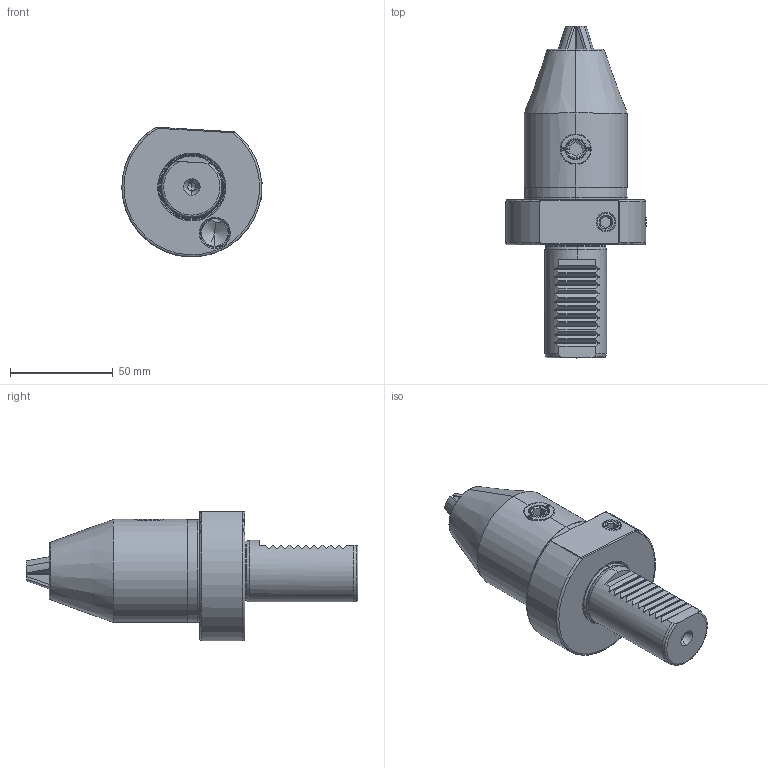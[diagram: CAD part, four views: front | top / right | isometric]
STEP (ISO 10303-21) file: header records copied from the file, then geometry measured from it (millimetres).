
FILE_DESCRIPTION (( 'STEP AP203' ), '1' );
FILE_NAME ('309.15.16-VD22036B.STEP', '2017-04-10T11:07:25', ( '' ), ( '' ), 'SwSTEP 2.0', 'SolidWorks 2013', '' );
FILE_SCHEMA (( 'CONFIG_CONTROL_DESIGN' ));
Length unit declared in the file: millimetre
Products named in the file (14): 1331402-08B; 1332401-103A; VD22033-01F; SB01-8001; 1331503-01F; KR02-9096; 1331505-0200A; 1331505A; 1331503-03B; PB02-1101; 1331402-04D; 309.15.16-VD22036B; 1331402-05B; 1331402-06F
Assembly tree (15 placements, depth 3):
  KR02-9096
  309.15.16-VD22036B
    VD22033-01F
    1331505A
      1331503-01F
      1331505-0200A
      1331503-03B
      1331402-04D
      1331402-05B
      1331402-06F
      1331402-08B
      1332401-103A  x3
      SB01-8001
    PB02-1101  x2
Bounding box: 68.18 x 161.42 x 63.08 mm (x, y, z)
Volume: 208803.9 mm3; surface area: 74202.9 mm2
Topology: 14 solids, 14 shells, 1007 faces, 2683 edges, 1699 vertices
Faces by surface type: cylinder 366, plane 308, cone 244, torus 71, bspline 18
Entity records: 38186 total; most frequent: CARTESIAN_POINT 14882, ORIENTED_EDGE 5014, DIRECTION 4087, EDGE_CURVE 2507, AXIS2_PLACEMENT_3D 1637, VERTEX_POINT 1601, EDGE_LOOP 1000, FACE_OUTER_BOUND 944
